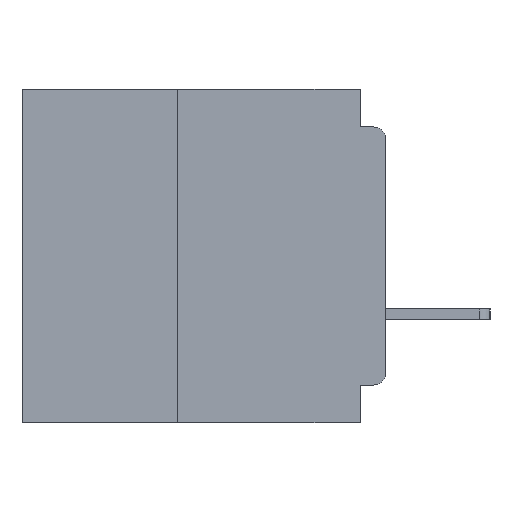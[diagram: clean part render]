
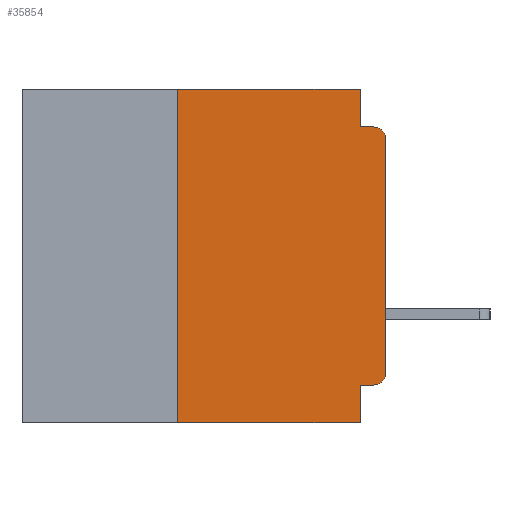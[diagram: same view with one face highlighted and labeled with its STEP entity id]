
A CAD part, left-side view. The second image highlights one B-rep face of the part: STEP entity #35854.
In plain terms, the highlighted planar face has unit normal (-1, 0, 0).
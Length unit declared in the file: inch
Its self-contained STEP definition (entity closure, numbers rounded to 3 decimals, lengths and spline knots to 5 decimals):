
#403 = EDGE_CURVE ( 'NONE', #13583, #33677, #31212, .T. ) ;
#951 = CARTESIAN_POINT ( 'NONE',  ( 0., 0.031, 0. ) ) ;
#2318 = DIRECTION ( 'NONE',  ( 0., -1., 0. ) ) ;
#4222 = VERTEX_POINT ( 'NONE', #951 ) ;
#4705 = EDGE_CURVE ( 'NONE', #35975, #40535, #17343, .T. ) ;
#6267 = PLANE ( 'NONE',  #27191 ) ;
#6728 = ORIENTED_EDGE ( 'NONE', *, *, #20583, .F. ) ;
#6890 = CARTESIAN_POINT ( 'NONE',  ( 0., 0.015, -0.355 ) ) ;
#8041 = ORIENTED_EDGE ( 'NONE', *, *, #16206, .T. ) ;
#9124 = DIRECTION ( 'NONE',  ( 0., 0., -1. ) ) ;
#9229 = DIRECTION ( 'NONE',  ( 0., -1., 0. ) ) ;
#9374 = FACE_OUTER_BOUND ( 'NONE', #28065, .T. ) ;
#9593 = CARTESIAN_POINT ( 'NONE',  ( 0., 0.437, -0.4 ) ) ;
#9700 = CIRCLE ( 'NONE', #14107, 0.015 ) ;
#9938 = DIRECTION ( 'NONE',  ( 0., 0., -1. ) ) ;
#10613 = LINE ( 'NONE', #20006, #19004 ) ;
#11946 = ORIENTED_EDGE ( 'NONE', *, *, #26309, .F. ) ;
#12180 = VECTOR ( 'NONE', #40646, 39.37008 ) ;
#12932 = EDGE_CURVE ( 'NONE', #33677, #23859, #14459, .T. ) ;
#13359 = DIRECTION ( 'NONE',  ( -1., 0., 0. ) ) ;
#13583 = VERTEX_POINT ( 'NONE', #20621 ) ;
#14107 = AXIS2_PLACEMENT_3D ( 'NONE', #20030, #44937, #23631 ) ;
#14459 = CIRCLE ( 'NONE', #16704, 0.015 ) ;
#15798 = EDGE_CURVE ( 'NONE', #30761, #39179, #18128, .T. ) ;
#16206 = EDGE_CURVE ( 'NONE', #35975, #13583, #9700, .T. ) ;
#16704 = AXIS2_PLACEMENT_3D ( 'NONE', #34735, #13359, #38304 ) ;
#16775 = VECTOR ( 'NONE', #2318, 39.37008 ) ;
#17310 = ORIENTED_EDGE ( 'NONE', *, *, #15798, .F. ) ;
#17343 = LINE ( 'NONE', #30493, #25756 ) ;
#17876 = CARTESIAN_POINT ( 'NONE',  ( 0., 0.031, -0.355 ) ) ;
#17890 = LINE ( 'NONE', #45218, #16775 ) ;
#18128 = LINE ( 'NONE', #42649, #34902 ) ;
#18686 = LINE ( 'NONE', #29042, #44857 ) ;
#19004 = VECTOR ( 'NONE', #9229, 39.37008 ) ;
#20006 = CARTESIAN_POINT ( 'NONE',  ( 0., 0.437, 0. ) ) ;
#20030 = CARTESIAN_POINT ( 'NONE',  ( 0., 0.015, -0.34 ) ) ;
#20583 = EDGE_CURVE ( 'NONE', #4222, #30191, #32508, .T. ) ;
#20621 = CARTESIAN_POINT ( 'NONE',  ( 0., 0., -0.34 ) ) ;
#22530 = VECTOR ( 'NONE', #34586, 39.37008 ) ;
#23000 = VECTOR ( 'NONE', #9124, 39.37008 ) ;
#23631 = DIRECTION ( 'NONE',  ( 0., 0., -1. ) ) ;
#23859 = VERTEX_POINT ( 'NONE', #36677 ) ;
#24262 = ORIENTED_EDGE ( 'NONE', *, *, #4705, .F. ) ;
#24929 = DIRECTION ( 'NONE',  ( 0., 0., 1. ) ) ;
#25756 = VECTOR ( 'NONE', #41053, 39.37008 ) ;
#26168 = ORIENTED_EDGE ( 'NONE', *, *, #45444, .F. ) ;
#26309 = EDGE_CURVE ( 'NONE', #40535, #42387, #18686, .T. ) ;
#27191 = AXIS2_PLACEMENT_3D ( 'NONE', #41908, #31382, #9938 ) ;
#28065 = EDGE_LOOP ( 'NONE', ( #34848, #43412, #26168, #6728, #39234, #17310, #34167, #11946, #24262, #8041 ) ) ;
#29042 = CARTESIAN_POINT ( 'NONE',  ( 0., 0.031, -0.4 ) ) ;
#30191 = VERTEX_POINT ( 'NONE', #40269 ) ;
#30493 = CARTESIAN_POINT ( 'NONE',  ( 0., 0., -0.355 ) ) ;
#30761 = VERTEX_POINT ( 'NONE', #39900 ) ;
#31212 = LINE ( 'NONE', #40703, #12180 ) ;
#31382 = DIRECTION ( 'NONE',  ( 1., 0., 0. ) ) ;
#32508 = LINE ( 'NONE', #37572, #23000 ) ;
#33677 = VERTEX_POINT ( 'NONE', #35148 ) ;
#34167 = ORIENTED_EDGE ( 'NONE', *, *, #42959, .T. ) ;
#34586 = DIRECTION ( 'NONE',  ( 0., -1., 0. ) ) ;
#34735 = CARTESIAN_POINT ( 'NONE',  ( 0., 0.015, -0.06 ) ) ;
#34801 = CARTESIAN_POINT ( 'NONE',  ( 0., 0.031, -0.4 ) ) ;
#34848 = ORIENTED_EDGE ( 'NONE', *, *, #403, .T. ) ;
#34902 = VECTOR ( 'NONE', #24929, 39.37008 ) ;
#35148 = CARTESIAN_POINT ( 'NONE',  ( 0., 0., -0.06 ) ) ;
#35854 = ADVANCED_FACE ( 'NONE', ( #9374 ), #6267, .F. ) ;
#35975 = VERTEX_POINT ( 'NONE', #6890 ) ;
#36677 = CARTESIAN_POINT ( 'NONE',  ( 0., 0.015, -0.045 ) ) ;
#37572 = CARTESIAN_POINT ( 'NONE',  ( 0., 0.031, 0. ) ) ;
#38304 = DIRECTION ( 'NONE',  ( 0., 0., -1. ) ) ;
#39179 = VERTEX_POINT ( 'NONE', #45524 ) ;
#39234 = ORIENTED_EDGE ( 'NONE', *, *, #45383, .F. ) ;
#39900 = CARTESIAN_POINT ( 'NONE',  ( 0., 0.25, -0.4 ) ) ;
#40269 = CARTESIAN_POINT ( 'NONE',  ( 0., 0.031, -0.045 ) ) ;
#40535 = VERTEX_POINT ( 'NONE', #17876 ) ;
#40646 = DIRECTION ( 'NONE',  ( 0., 0., 1. ) ) ;
#40703 = CARTESIAN_POINT ( 'NONE',  ( 0., 0., 0. ) ) ;
#41053 = DIRECTION ( 'NONE',  ( 0., 1., 0. ) ) ;
#41908 = CARTESIAN_POINT ( 'NONE',  ( 0., 0.437, 0. ) ) ;
#42387 = VERTEX_POINT ( 'NONE', #34801 ) ;
#42594 = LINE ( 'NONE', #9593, #22530 ) ;
#42649 = CARTESIAN_POINT ( 'NONE',  ( 0., 0.25, -0.4 ) ) ;
#42959 = EDGE_CURVE ( 'NONE', #30761, #42387, #42594, .T. ) ;
#43151 = DIRECTION ( 'NONE',  ( 0., 0., -1. ) ) ;
#43412 = ORIENTED_EDGE ( 'NONE', *, *, #12932, .T. ) ;
#44857 = VECTOR ( 'NONE', #43151, 39.37008 ) ;
#44937 = DIRECTION ( 'NONE',  ( -1., 0., 0. ) ) ;
#45218 = CARTESIAN_POINT ( 'NONE',  ( 0., 0., -0.045 ) ) ;
#45383 = EDGE_CURVE ( 'NONE', #39179, #4222, #10613, .T. ) ;
#45444 = EDGE_CURVE ( 'NONE', #30191, #23859, #17890, .T. ) ;
#45524 = CARTESIAN_POINT ( 'NONE',  ( 0., 0.25, 0. ) ) ;
